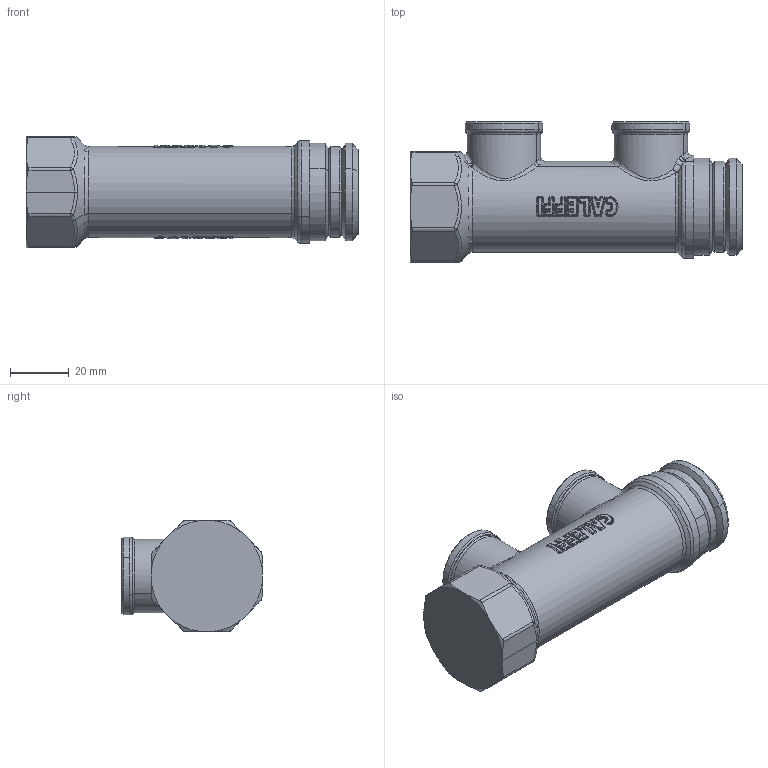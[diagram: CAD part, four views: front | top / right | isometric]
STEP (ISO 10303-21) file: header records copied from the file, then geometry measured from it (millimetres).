
FILE_DESCRIPTION(('CATIA V5 STEP Exchange'),'2;1');
FILE_NAME('STEP_592627__-_TST.stp','2019-01-21T11:11:11+00:00',('none'),('none'),'CATIA Version 5-6 Release 2016 SP4','CATIA V5 STEP AP203','none');
FILE_SCHEMA(('CONFIG_CONTROL_DESIGN'));
Products named in the file (1): 592627  - TST
Bounding box: 113 x 47.9 x 37.8 mm (x, y, z)
Volume: 109918.2 mm3; surface area: 17327.7 mm2
Topology: 1 solids, 1 shells, 2046 faces, 6095 edges, 3375 vertices
Faces by surface type: plane 935, bspline 527, cylinder 442, sphere 94, cone 32, torus 16
Entity records: 87302 total; most frequent: CARTESIAN_POINT 41616, ORIENTED_EDGE 11948, EDGE_CURVE 5974, DIRECTION 5831, VERTEX_POINT 3375, VECTOR 2877, LINE 2877, AXIS2_PLACEMENT_3D 2345
